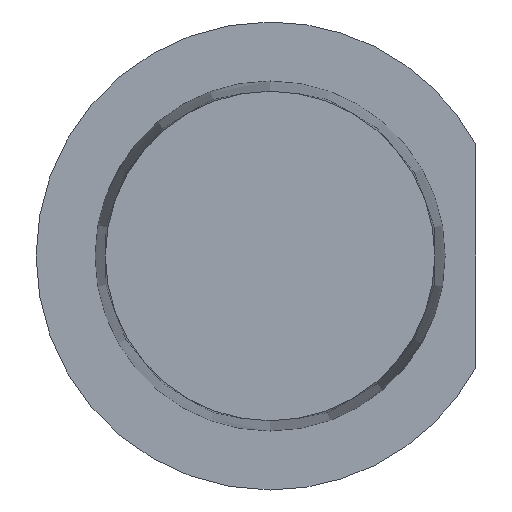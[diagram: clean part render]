
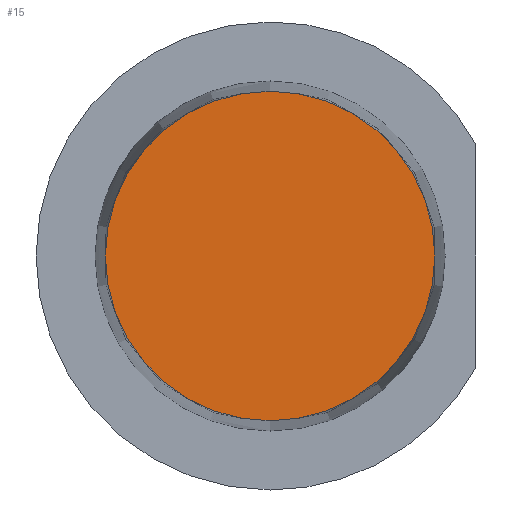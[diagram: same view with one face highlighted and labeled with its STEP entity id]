
A CAD part, front view. The second image highlights one B-rep face of the part: STEP entity #15.
In plain terms, the highlighted planar face has unit normal (0, -1, 0).
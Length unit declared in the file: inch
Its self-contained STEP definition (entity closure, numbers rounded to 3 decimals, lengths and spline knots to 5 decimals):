
#6 = CIRCLE ( 'NONE', #32, 0.088 ) ;
#15 = ADVANCED_FACE ( 'NONE', ( #286 ), #166, .T. ) ;
#32 = AXIS2_PLACEMENT_3D ( 'NONE', #302, #283, #108 ) ;
#65 = VERTEX_POINT ( 'NONE', #138 ) ;
#78 = DIRECTION ( 'NONE',  ( 0., -1., 0. ) ) ;
#80 = DIRECTION ( 'NONE',  ( 0., 0., 1. ) ) ;
#85 = EDGE_LOOP ( 'NONE', ( #249, #267 ) ) ;
#108 = DIRECTION ( 'NONE',  ( 0., 0., 1. ) ) ;
#138 = CARTESIAN_POINT ( 'NONE',  ( 0., 0., -0.088 ) ) ;
#139 = AXIS2_PLACEMENT_3D ( 'NONE', #252, #78, #284 ) ;
#166 = PLANE ( 'NONE',  #139 ) ;
#205 = EDGE_CURVE ( 'NONE', #65, #342, #277, .T. ) ;
#212 = AXIS2_PLACEMENT_3D ( 'NONE', #238, #258, #80 ) ;
#238 = CARTESIAN_POINT ( 'NONE',  ( 0., 0., 0. ) ) ;
#249 = ORIENTED_EDGE ( 'NONE', *, *, #365, .F. ) ;
#252 = CARTESIAN_POINT ( 'NONE',  ( 0., 0., 0. ) ) ;
#258 = DIRECTION ( 'NONE',  ( 0., 1., 0. ) ) ;
#267 = ORIENTED_EDGE ( 'NONE', *, *, #205, .F. ) ;
#277 = CIRCLE ( 'NONE', #212, 0.088 ) ;
#283 = DIRECTION ( 'NONE',  ( 0., 1., 0. ) ) ;
#284 = DIRECTION ( 'NONE',  ( 0., 0., -1. ) ) ;
#286 = FACE_OUTER_BOUND ( 'NONE', #85, .T. ) ;
#301 = CARTESIAN_POINT ( 'NONE',  ( 0., 0., 0.088 ) ) ;
#302 = CARTESIAN_POINT ( 'NONE',  ( 0., 0., 0. ) ) ;
#342 = VERTEX_POINT ( 'NONE', #301 ) ;
#365 = EDGE_CURVE ( 'NONE', #342, #65, #6, .T. ) ;
